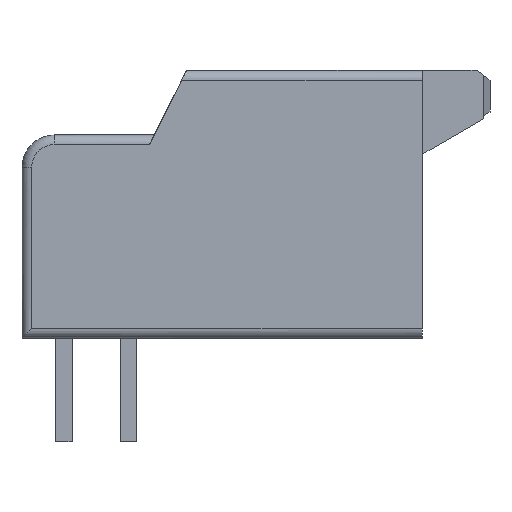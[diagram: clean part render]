
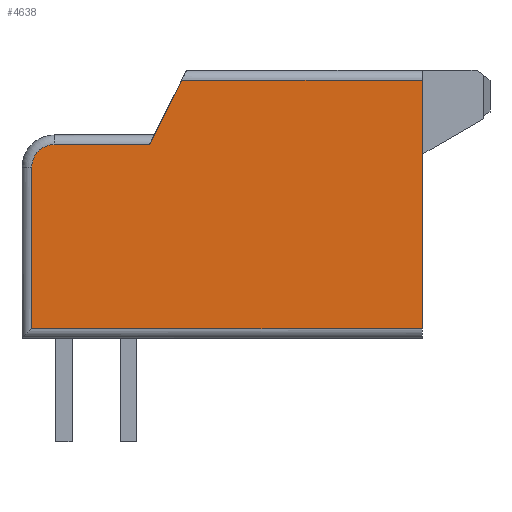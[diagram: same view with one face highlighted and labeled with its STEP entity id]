
A CAD part, left-side view. The second image highlights one B-rep face of the part: STEP entity #4638.
In plain terms, the highlighted planar face has unit normal (-1, 0, 0).
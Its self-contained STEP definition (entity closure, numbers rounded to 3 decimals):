
#235=FACE_OUTER_BOUND('',#490,.T.);
#490=EDGE_LOOP('',(#3108,#3109,#3110,#3111,#3112,#3113,#3114));
#778=CIRCLE('',#4908,0.7);
#806=LINE('',#6394,#1420);
#807=LINE('',#6396,#1421);
#808=LINE('',#6398,#1422);
#809=LINE('',#6402,#1423);
#810=LINE('',#6404,#1424);
#811=LINE('',#6405,#1425);
#1420=VECTOR('',#5200,7.45);
#1421=VECTOR('',#5201,2.236);
#1422=VECTOR('',#5202,2.95);
#1423=VECTOR('',#5205,5.);
#1424=VECTOR('',#5206,12.1);
#1425=VECTOR('',#5207,7.7);
#2034=VERTEX_POINT('',#6392);
#2035=VERTEX_POINT('',#6393);
#2036=VERTEX_POINT('',#6395);
#2037=VERTEX_POINT('',#6397);
#2038=VERTEX_POINT('',#6399);
#2039=VERTEX_POINT('',#6401);
#2040=VERTEX_POINT('',#6403);
#2460=EDGE_CURVE('',#2034,#2035,#806,.T.);
#2461=EDGE_CURVE('',#2035,#2036,#807,.T.);
#2462=EDGE_CURVE('',#2036,#2037,#808,.T.);
#2463=EDGE_CURVE('',#2037,#2038,#778,.T.);
#2464=EDGE_CURVE('',#2038,#2039,#809,.T.);
#2465=EDGE_CURVE('',#2039,#2040,#810,.T.);
#2466=EDGE_CURVE('',#2034,#2040,#811,.T.);
#3108=ORIENTED_EDGE('',*,*,#2460,.T.);
#3109=ORIENTED_EDGE('',*,*,#2461,.T.);
#3110=ORIENTED_EDGE('',*,*,#2462,.T.);
#3111=ORIENTED_EDGE('',*,*,#2463,.T.);
#3112=ORIENTED_EDGE('',*,*,#2464,.T.);
#3113=ORIENTED_EDGE('',*,*,#2465,.T.);
#3114=ORIENTED_EDGE('',*,*,#2466,.F.);
#4404=PLANE('',#4907);
#4638=ADVANCED_FACE('',(#235),#4404,.F.);
#4907=AXIS2_PLACEMENT_3D('',#6391,#5198,#5199);
#4908=AXIS2_PLACEMENT_3D('',#6400,#5203,#5204);
#5198=DIRECTION('center_axis',(1.,0.,0.));
#5199=DIRECTION('ref_axis',(0.,0.,-1.));
#5200=DIRECTION('',(0.,1.,0.));
#5201=DIRECTION('',(0.,0.447,-0.894));
#5202=DIRECTION('',(0.,1.,0.));
#5203=DIRECTION('center_axis',(-1.,0.,0.));
#5204=DIRECTION('ref_axis',(0.,0.,1.));
#5205=DIRECTION('',(0.,0.,-1.));
#5206=DIRECTION('',(0.,-1.,0.));
#5207=DIRECTION('',(0.,0.,-1.));
#6391=CARTESIAN_POINT('Origin',(-9.,-5.15,3.9));
#6392=CARTESIAN_POINT('',(-9.,-5.15,8.));
#6393=CARTESIAN_POINT('',(-9.,2.3,8.));
#6394=CARTESIAN_POINT('',(-9.,-5.15,8.));
#6395=CARTESIAN_POINT('',(-9.,3.3,6.));
#6396=CARTESIAN_POINT('',(-9.,2.3,8.));
#6397=CARTESIAN_POINT('',(-9.,6.25,6.));
#6398=CARTESIAN_POINT('',(-9.,3.3,6.));
#6399=CARTESIAN_POINT('',(-9.,6.95,5.3));
#6400=CARTESIAN_POINT('Origin',(-9.,6.25,5.3));
#6401=CARTESIAN_POINT('',(-9.,6.95,0.3));
#6402=CARTESIAN_POINT('',(-9.,6.95,5.3));
#6403=CARTESIAN_POINT('',(-9.,-5.15,0.3));
#6404=CARTESIAN_POINT('',(-9.,6.95,0.3));
#6405=CARTESIAN_POINT('',(-9.,-5.15,8.));
